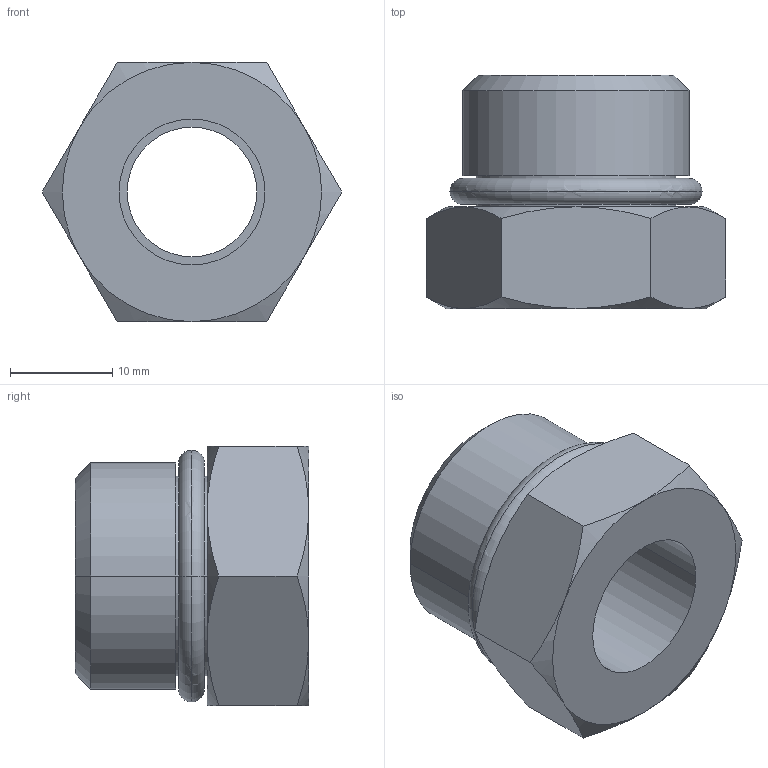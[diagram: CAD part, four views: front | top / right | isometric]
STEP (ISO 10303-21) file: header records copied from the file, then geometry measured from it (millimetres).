
FILE_DESCRIPTION((''),'2;1');
FILE_NAME('ILC30801296','2005-08-25T',('KR'),(''),'PRO/ENGINEER BY PARAMETRIC TECHNOLOGY CORPORATION, 2004290','PRO/ENGINEER BY PARAMETRIC TECHNOLOGY CORPORATION, 2004290','');
FILE_SCHEMA(('AUTOMOTIVE_DESIGN_CC2 { 1 2 10303 214 -1 1 5 2 }'));
Length unit declared in the file: inch
Products named in the file (1): ILC30801296
Bounding box: 29.33 x 22.86 x 25.4 mm (x, y, z)
Volume: 7125 mm3; surface area: 4217.2 mm2
Topology: 2 solids, 2 shells, 37 faces, 78 edges, 46 vertices
Faces by surface type: cone 14, plane 11, cylinder 8, torus 4
Entity records: 1577 total; most frequent: CARTESIAN_POINT 405, DIRECTION 158, ORIENTED_EDGE 156, COLOUR_RGB 107, PRESENTATION_STYLE_ASSIGNMENT 84, STYLED_ITEM 80, CURVE_STYLE 78, EDGE_CURVE 78
